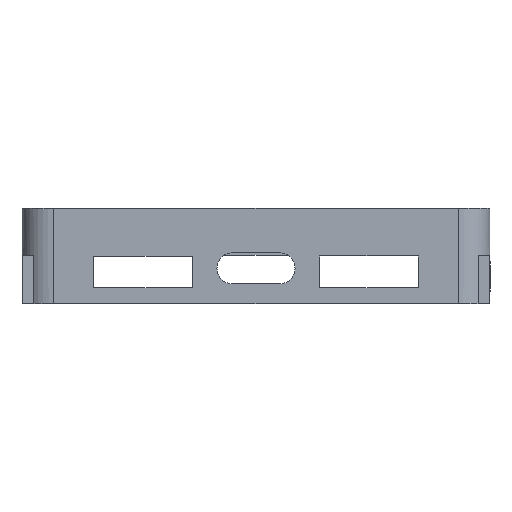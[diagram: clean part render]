
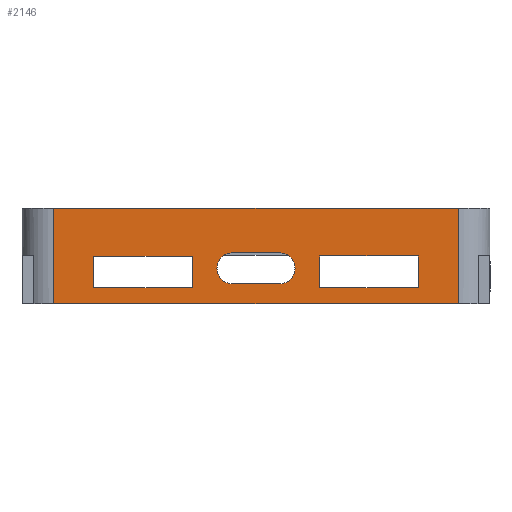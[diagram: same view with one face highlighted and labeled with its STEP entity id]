
A CAD part, left-side view. The second image highlights one B-rep face of the part: STEP entity #2146.
In plain terms, the highlighted planar face has unit normal (-1, 0, 0).
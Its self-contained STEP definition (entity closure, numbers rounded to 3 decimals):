
#13 = DIRECTION ( 'NONE',  ( 0., 0., 1. ) ) ;
#30 = CARTESIAN_POINT ( 'NONE',  ( -59.85, -8., -6. ) ) ;
#82 = LINE ( 'NONE', #2183, #2875 ) ;
#117 = VERTEX_POINT ( 'NONE', #1173 ) ;
#146 = LINE ( 'NONE', #895, #2886 ) ;
#186 = CARTESIAN_POINT ( 'NONE',  ( -59.85, -8., -6. ) ) ;
#226 = EDGE_CURVE ( 'NONE', #529, #3343, #693, .T. ) ;
#253 = ORIENTED_EDGE ( 'NONE', *, *, #663, .F. ) ;
#259 = EDGE_CURVE ( 'NONE', #1054, #1154, #3384, .T. ) ;
#305 = EDGE_CURVE ( 'NONE', #2075, #1592, #2279, .T. ) ;
#311 = CARTESIAN_POINT ( 'NONE',  ( -59.85, 8., -6. ) ) ;
#320 = ORIENTED_EDGE ( 'NONE', *, *, #850, .F. ) ;
#336 = ORIENTED_EDGE ( 'NONE', *, *, #226, .F. ) ;
#423 = CARTESIAN_POINT ( 'NONE',  ( -59.85, -20.355, -6. ) ) ;
#444 = DIRECTION ( 'NONE',  ( 0., -1., 0. ) ) ;
#450 = CARTESIAN_POINT ( 'NONE',  ( -59.85, -25.355, -12. ) ) ;
#483 = DIRECTION ( 'NONE',  ( 1., 0., 0. ) ) ;
#506 = VERTEX_POINT ( 'NONE', #617 ) ;
#529 = VERTEX_POINT ( 'NONE', #30 ) ;
#535 = CARTESIAN_POINT ( 'NONE',  ( -59.85, 0., 0. ) ) ;
#561 = VECTOR ( 'NONE', #835, 1000. ) ;
#577 = EDGE_CURVE ( 'NONE', #3072, #3466, #82, .T. ) ;
#579 = CARTESIAN_POINT ( 'NONE',  ( -59.85, 25.355, 0. ) ) ;
#617 = CARTESIAN_POINT ( 'NONE',  ( -59.85, 20.355, -10. ) ) ;
#663 = EDGE_CURVE ( 'NONE', #2075, #3466, #3257, .T. ) ;
#665 = VERTEX_POINT ( 'NONE', #1941 ) ;
#689 = DIRECTION ( 'NONE',  ( -1., 0., 0. ) ) ;
#693 = LINE ( 'NONE', #186, #2422 ) ;
#702 = ORIENTED_EDGE ( 'NONE', *, *, #1123, .F. ) ;
#747 = CARTESIAN_POINT ( 'NONE',  ( -59.85, 20.355, -6. ) ) ;
#835 = DIRECTION ( 'NONE',  ( 0., 1., 0. ) ) ;
#837 = ORIENTED_EDGE ( 'NONE', *, *, #1102, .F. ) ;
#850 = EDGE_CURVE ( 'NONE', #3500, #2231, #3352, .T. ) ;
#861 = DIRECTION ( 'NONE',  ( 0., -1., 0. ) ) ;
#895 = CARTESIAN_POINT ( 'NONE',  ( -59.85, 27.855, 0. ) ) ;
#920 = VECTOR ( 'NONE', #861, 1000. ) ;
#923 = DIRECTION ( 'NONE',  ( 0., 1., 0. ) ) ;
#985 = EDGE_CURVE ( 'NONE', #1154, #506, #1862, .T. ) ;
#1032 = FACE_BOUND ( 'NONE', #2050, .T. ) ;
#1054 = VERTEX_POINT ( 'NONE', #2972 ) ;
#1075 = CARTESIAN_POINT ( 'NONE',  ( -59.85, -2.95, -9.5 ) ) ;
#1079 = DIRECTION ( 'NONE',  ( 0., 1., 0. ) ) ;
#1096 = CARTESIAN_POINT ( 'NONE',  ( -59.85, -20.355, -6. ) ) ;
#1102 = EDGE_CURVE ( 'NONE', #1523, #3500, #3247, .T. ) ;
#1114 = DIRECTION ( 'NONE',  ( -1., 0., 0. ) ) ;
#1123 = EDGE_CURVE ( 'NONE', #2836, #529, #2730, .T. ) ;
#1154 = VERTEX_POINT ( 'NONE', #1615 ) ;
#1155 = ORIENTED_EDGE ( 'NONE', *, *, #2626, .F. ) ;
#1173 = CARTESIAN_POINT ( 'NONE',  ( -59.85, 8., -10. ) ) ;
#1212 = EDGE_CURVE ( 'NONE', #2231, #665, #2458, .T. ) ;
#1214 = CARTESIAN_POINT ( 'NONE',  ( -59.85, -25.355, 0. ) ) ;
#1217 = ORIENTED_EDGE ( 'NONE', *, *, #1466, .F. ) ;
#1219 = CARTESIAN_POINT ( 'NONE',  ( -59.85, 20.355, -10. ) ) ;
#1237 = LINE ( 'NONE', #1788, #2363 ) ;
#1246 = EDGE_CURVE ( 'NONE', #506, #117, #2026, .T. ) ;
#1253 = ORIENTED_EDGE ( 'NONE', *, *, #2263, .F. ) ;
#1265 = ORIENTED_EDGE ( 'NONE', *, *, #1212, .F. ) ;
#1274 = FACE_OUTER_BOUND ( 'NONE', #3209, .T. ) ;
#1287 = ORIENTED_EDGE ( 'NONE', *, *, #1664, .T. ) ;
#1335 = EDGE_LOOP ( 'NONE', ( #1622, #3442, #1771, #1373 ) ) ;
#1362 = CARTESIAN_POINT ( 'NONE',  ( -59.85, -2.95, -7.55 ) ) ;
#1373 = ORIENTED_EDGE ( 'NONE', *, *, #1246, .F. ) ;
#1458 = ORIENTED_EDGE ( 'NONE', *, *, #577, .T. ) ;
#1466 = EDGE_CURVE ( 'NONE', #665, #1523, #1237, .T. ) ;
#1523 = VERTEX_POINT ( 'NONE', #1075 ) ;
#1565 = VECTOR ( 'NONE', #2639, 1000. ) ;
#1572 = VECTOR ( 'NONE', #13, 1000. ) ;
#1592 = VERTEX_POINT ( 'NONE', #1214 ) ;
#1599 = FACE_BOUND ( 'NONE', #2319, .T. ) ;
#1601 = VECTOR ( 'NONE', #3476, 1000. ) ;
#1615 = CARTESIAN_POINT ( 'NONE',  ( -59.85, 20.355, -6. ) ) ;
#1622 = ORIENTED_EDGE ( 'NONE', *, *, #985, .F. ) ;
#1663 = CARTESIAN_POINT ( 'NONE',  ( -59.85, -2.95, -5.6 ) ) ;
#1664 = EDGE_CURVE ( 'NONE', #1592, #3072, #146, .T. ) ;
#1771 = ORIENTED_EDGE ( 'NONE', *, *, #2283, .F. ) ;
#1776 = DIRECTION ( 'NONE',  ( 0., 0., -1. ) ) ;
#1788 = CARTESIAN_POINT ( 'NONE',  ( -59.85, 2.95, -9.5 ) ) ;
#1862 = LINE ( 'NONE', #747, #1601 ) ;
#1885 = CARTESIAN_POINT ( 'NONE',  ( -59.85, 25.355, -12. ) ) ;
#1901 = CARTESIAN_POINT ( 'NONE',  ( -59.85, 27.855, -12. ) ) ;
#1941 = CARTESIAN_POINT ( 'NONE',  ( -59.85, 2.95, -9.5 ) ) ;
#1962 = DIRECTION ( 'NONE',  ( 0., 1., 0. ) ) ;
#1984 = DIRECTION ( 'NONE',  ( 0., 0., 1. ) ) ;
#2026 = LINE ( 'NONE', #1219, #2915 ) ;
#2050 = EDGE_LOOP ( 'NONE', ( #1217, #1265, #320, #837 ) ) ;
#2064 = CARTESIAN_POINT ( 'NONE',  ( -59.85, 20.355, -6. ) ) ;
#2075 = VERTEX_POINT ( 'NONE', #450 ) ;
#2076 = VECTOR ( 'NONE', #2315, 1000. ) ;
#2100 = LINE ( 'NONE', #2453, #920 ) ;
#2104 = DIRECTION ( 'NONE',  ( 0., 0., -1. ) ) ;
#2146 = ADVANCED_FACE ( 'NONE', ( #2711, #1599, #1032, #1274 ), #3207, .F. ) ;
#2166 = DIRECTION ( 'NONE',  ( 0., 0., 1. ) ) ;
#2167 = DIRECTION ( 'NONE',  ( 0., 0., 1. ) ) ;
#2183 = CARTESIAN_POINT ( 'NONE',  ( -59.85, 25.355, -5.9 ) ) ;
#2217 = CARTESIAN_POINT ( 'NONE',  ( -59.85, -20.355, -10. ) ) ;
#2225 = AXIS2_PLACEMENT_3D ( 'NONE', #1362, #1114, #2166 ) ;
#2231 = VERTEX_POINT ( 'NONE', #3027 ) ;
#2236 = LINE ( 'NONE', #2778, #2830 ) ;
#2263 = EDGE_CURVE ( 'NONE', #2733, #2836, #2236, .T. ) ;
#2279 = LINE ( 'NONE', #2850, #2076 ) ;
#2283 = EDGE_CURVE ( 'NONE', #117, #1054, #3255, .T. ) ;
#2315 = DIRECTION ( 'NONE',  ( 0., 0., 1. ) ) ;
#2319 = EDGE_LOOP ( 'NONE', ( #702, #1253, #1155, #336 ) ) ;
#2363 = VECTOR ( 'NONE', #444, 1000. ) ;
#2397 = VECTOR ( 'NONE', #1079, 1000. ) ;
#2422 = VECTOR ( 'NONE', #1776, 1000. ) ;
#2453 = CARTESIAN_POINT ( 'NONE',  ( -59.85, -20.355, -10. ) ) ;
#2458 = CIRCLE ( 'NONE', #2798, 1.95 ) ;
#2547 = CARTESIAN_POINT ( 'NONE',  ( -59.85, 2.95, -7.55 ) ) ;
#2607 = ORIENTED_EDGE ( 'NONE', *, *, #305, .T. ) ;
#2626 = EDGE_CURVE ( 'NONE', #3343, #2733, #2100, .T. ) ;
#2639 = DIRECTION ( 'NONE',  ( 0., 1., 0. ) ) ;
#2711 = FACE_BOUND ( 'NONE', #1335, .T. ) ;
#2728 = VECTOR ( 'NONE', #923, 1000. ) ;
#2730 = LINE ( 'NONE', #1096, #2397 ) ;
#2733 = VERTEX_POINT ( 'NONE', #2217 ) ;
#2741 = AXIS2_PLACEMENT_3D ( 'NONE', #535, #483, #2104 ) ;
#2778 = CARTESIAN_POINT ( 'NONE',  ( -59.85, -20.355, -6. ) ) ;
#2793 = DIRECTION ( 'NONE',  ( 0., -1., 0. ) ) ;
#2798 = AXIS2_PLACEMENT_3D ( 'NONE', #2547, #689, #1984 ) ;
#2830 = VECTOR ( 'NONE', #2167, 1000. ) ;
#2836 = VERTEX_POINT ( 'NONE', #423 ) ;
#2850 = CARTESIAN_POINT ( 'NONE',  ( -59.85, -25.355, 0. ) ) ;
#2875 = VECTOR ( 'NONE', #3273, 1000. ) ;
#2886 = VECTOR ( 'NONE', #1962, 1000. ) ;
#2911 = CARTESIAN_POINT ( 'NONE',  ( -59.85, -8., -10. ) ) ;
#2915 = VECTOR ( 'NONE', #2793, 1000. ) ;
#2972 = CARTESIAN_POINT ( 'NONE',  ( -59.85, 8., -6. ) ) ;
#3027 = CARTESIAN_POINT ( 'NONE',  ( -59.85, 2.95, -5.6 ) ) ;
#3072 = VERTEX_POINT ( 'NONE', #579 ) ;
#3207 = PLANE ( 'NONE',  #2741 ) ;
#3209 = EDGE_LOOP ( 'NONE', ( #253, #2607, #1287, #1458 ) ) ;
#3247 = CIRCLE ( 'NONE', #2225, 1.95 ) ;
#3255 = LINE ( 'NONE', #311, #1572 ) ;
#3257 = LINE ( 'NONE', #1901, #561 ) ;
#3273 = DIRECTION ( 'NONE',  ( 0., 0., -1. ) ) ;
#3343 = VERTEX_POINT ( 'NONE', #2911 ) ;
#3352 = LINE ( 'NONE', #3368, #2728 ) ;
#3368 = CARTESIAN_POINT ( 'NONE',  ( -59.85, -2.95, -5.6 ) ) ;
#3384 = LINE ( 'NONE', #2064, #1565 ) ;
#3442 = ORIENTED_EDGE ( 'NONE', *, *, #259, .F. ) ;
#3466 = VERTEX_POINT ( 'NONE', #1885 ) ;
#3476 = DIRECTION ( 'NONE',  ( 0., 0., -1. ) ) ;
#3500 = VERTEX_POINT ( 'NONE', #1663 ) ;
